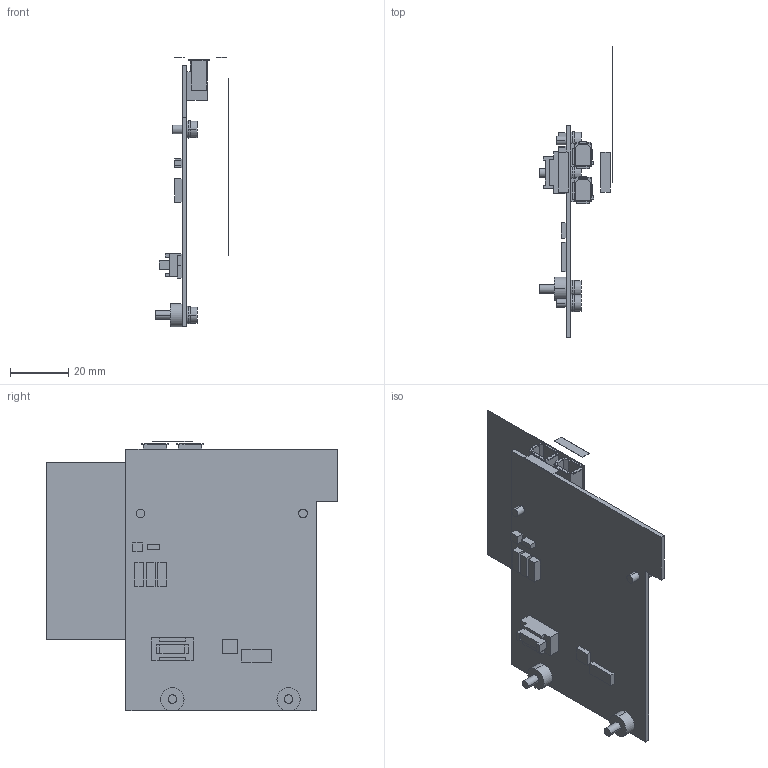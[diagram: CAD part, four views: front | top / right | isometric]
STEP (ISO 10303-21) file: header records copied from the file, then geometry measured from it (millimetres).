
FILE_DESCRIPTION (( 'STEP AP203' ), '1' );
FILE_NAME ('sgdv_osa01a.STEP', '2014-02-20T01:40:45', ( '匠エンジニアリング山之内' ), ( 'TAKUMI-Engniaring' ), 'SwSTEP 2.0', 'SolidWorks 2006303', '' );
FILE_SCHEMA (( 'CONFIG_CONTROL_DESIGN' ));
Length unit declared in the file: millimetre
Products named in the file (4): sgdv_osa01a_nameplate2; sgdv_osa01a; sgdv_osa01a_base; sgdv_osa01a_nameplate1
Assembly tree (4 placements, depth 2):
  sgdv_osa01a
    sgdv_osa01a_nameplate2  x2
    sgdv_osa01a_nameplate1
    sgdv_osa01a_base
Bounding box: 25.28 x 100.5 x 92.86 mm (x, y, z)
Volume: 12482.6 mm3; surface area: 21088.8 mm2
Topology: 4 solids, 4 shells, 259 faces, 636 edges, 412 vertices
Faces by surface type: plane 223, cylinder 36
Entity records: 7788 total; most frequent: CARTESIAN_POINT 1288, ORIENTED_EDGE 1248, DIRECTION 1216, EDGE_CURVE 624, VECTOR 552, LINE 552, VERTEX_POINT 404, AXIS2_PLACEMENT_3D 332
